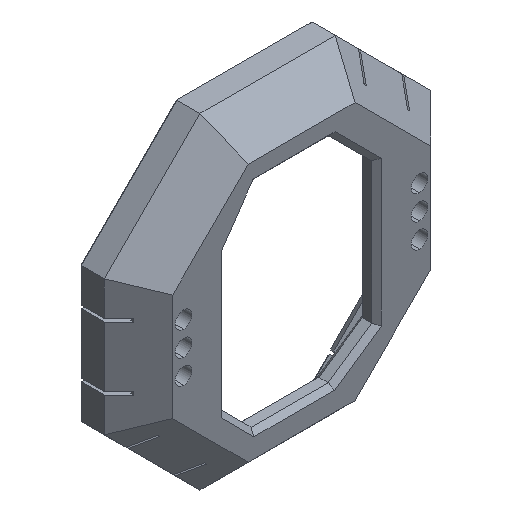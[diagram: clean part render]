
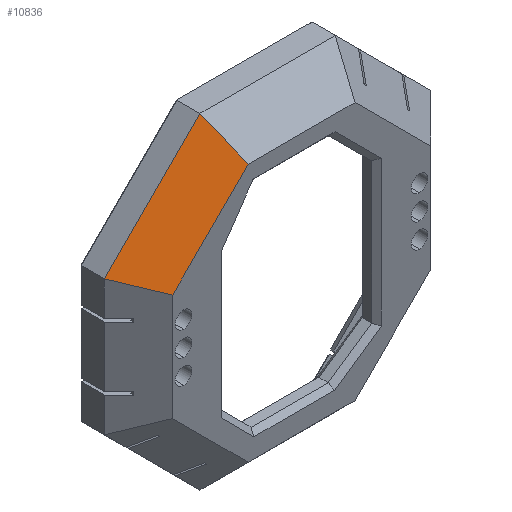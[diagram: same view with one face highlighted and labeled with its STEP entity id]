
A CAD part, isometric view. The second image highlights one B-rep face of the part: STEP entity #10836.
In plain terms, the highlighted planar face has unit normal (-0.5, -0.707, 0.5).
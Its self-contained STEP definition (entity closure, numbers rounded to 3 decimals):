
#266 = PLANE('',#267);
#267 = AXIS2_PLACEMENT_3D('',#268,#269,#270);
#268 = CARTESIAN_POINT('',(-33.53,-19.,-33.53));
#269 = DIRECTION('',(0.,-1.,0.));
#270 = DIRECTION('',(0.,0.,-1.));
#4196 = VERTEX_POINT('',#4197);
#4197 = CARTESIAN_POINT('',(-10.989,-19.,26.53));
#4211 = PLANE('',#4212);
#4212 = AXIS2_PLACEMENT_3D('',#4213,#4214,#4215);
#4213 = CARTESIAN_POINT('',(-33.53,-19.,26.53));
#4214 = DIRECTION('',(0.,0.707,-0.707));
#4215 = DIRECTION('',(0.,0.707,0.707));
#4223 = EDGE_CURVE('',#4196,#4224,#4226,.T.);
#4224 = VERTEX_POINT('',#4225);
#4225 = CARTESIAN_POINT('',(-26.53,-19.,10.989));
#4226 = SURFACE_CURVE('',#4227,(#4231,#4238),.PCURVE_S1.);
#4227 = LINE('',#4228,#4229);
#4228 = CARTESIAN_POINT('',(-52.29,-19.,-14.77));
#4229 = VECTOR('',#4230,1.);
#4230 = DIRECTION('',(-0.707,0.,-0.707));
#4231 = PCURVE('',#266,#4232);
#4232 = DEFINITIONAL_REPRESENTATION('',(#4233),#4237);
#4233 = LINE('',#4234,#4235);
#4234 = CARTESIAN_POINT('',(-18.76,-18.76));
#4235 = VECTOR('',#4236,1.);
#4236 = DIRECTION('',(0.707,-0.707));
#4237 = ( GEOMETRIC_REPRESENTATION_CONTEXT(2) 
PARAMETRIC_REPRESENTATION_CONTEXT() REPRESENTATION_CONTEXT('2D SPACE',''
  ) );
#4238 = PCURVE('',#4239,#4244);
#4239 = PLANE('',#4240);
#4240 = AXIS2_PLACEMENT_3D('',#4241,#4242,#4243);
#4241 = CARTESIAN_POINT('',(-52.29,-19.,-14.77));
#4242 = DIRECTION('',(0.5,0.707,-0.5));
#4243 = DIRECTION('',(0.,0.577,0.816)
  );
#4244 = DEFINITIONAL_REPRESENTATION('',(#4245),#4249);
#4245 = LINE('',#4246,#4247);
#4246 = CARTESIAN_POINT('',(0.,0.));
#4247 = VECTOR('',#4248,1.);
#4248 = DIRECTION('',(-0.577,-0.816));
#4249 = ( GEOMETRIC_REPRESENTATION_CONTEXT(2) 
PARAMETRIC_REPRESENTATION_CONTEXT() REPRESENTATION_CONTEXT('2D SPACE',''
  ) );
#4267 = PLANE('',#4268);
#4268 = AXIS2_PLACEMENT_3D('',#4269,#4270,#4271);
#4269 = CARTESIAN_POINT('',(-26.53,-19.,-33.53));
#4270 = DIRECTION('',(0.707,0.707,0.
    ));
#4271 = DIRECTION('',(-0.707,0.707,0.));
#5221 = VERTEX_POINT('',#5222);
#5222 = CARTESIAN_POINT('',(-33.53,-12.,13.889));
#5243 = PLANE('',#5244);
#5244 = AXIS2_PLACEMENT_3D('',#5245,#5246,#5247);
#5245 = CARTESIAN_POINT('',(-32.988,-17.,14.43));
#5246 = DIRECTION('',(-0.707,0.,0.707));
#5247 = DIRECTION('',(0.707,0.,0.707));
#9617 = VERTEX_POINT('',#9618);
#9618 = CARTESIAN_POINT('',(-13.889,-12.,33.53));
#9686 = EDGE_CURVE('',#5221,#9617,#9687,.T.);
#9687 = SURFACE_CURVE('',#9688,(#9692,#9699),.PCURVE_S1.);
#9688 = LINE('',#9689,#9690);
#9689 = CARTESIAN_POINT('',(-32.988,-12.,14.43));
#9690 = VECTOR('',#9691,1.);
#9691 = DIRECTION('',(0.707,0.,0.707));
#9692 = PCURVE('',#5243,#9693);
#9693 = DEFINITIONAL_REPRESENTATION('',(#9694),#9698);
#9694 = LINE('',#9695,#9696);
#9695 = CARTESIAN_POINT('',(0.,5.));
#9696 = VECTOR('',#9697,1.);
#9697 = DIRECTION('',(1.,0.));
#9698 = ( GEOMETRIC_REPRESENTATION_CONTEXT(2) 
PARAMETRIC_REPRESENTATION_CONTEXT() REPRESENTATION_CONTEXT('2D SPACE',''
  ) );
#9699 = PCURVE('',#4239,#9700);
#9700 = DEFINITIONAL_REPRESENTATION('',(#9701),#9705);
#9701 = LINE('',#9702,#9703);
#9702 = CARTESIAN_POINT('',(27.884,22.287));
#9703 = VECTOR('',#9704,1.);
#9704 = DIRECTION('',(0.577,0.816));
#9705 = ( GEOMETRIC_REPRESENTATION_CONTEXT(2) 
PARAMETRIC_REPRESENTATION_CONTEXT() REPRESENTATION_CONTEXT('2D SPACE',''
  ) );
#10742 = EDGE_CURVE('',#5221,#4224,#10743,.T.);
#10743 = SURFACE_CURVE('',#10744,(#10748,#10755),.PCURVE_S1.);
#10744 = LINE('',#10745,#10746);
#10745 = CARTESIAN_POINT('',(-18.038,-27.492,
    7.472));
#10746 = VECTOR('',#10747,1.);
#10747 = DIRECTION('',(0.679,-0.679,-0.281));
#10748 = PCURVE('',#4267,#10749);
#10749 = DEFINITIONAL_REPRESENTATION('',(#10750),#10754);
#10750 = LINE('',#10751,#10752);
#10751 = CARTESIAN_POINT('',(-12.009,41.002));
#10752 = VECTOR('',#10753,1.);
#10753 = DIRECTION('',(-0.96,-0.281));
#10754 = ( GEOMETRIC_REPRESENTATION_CONTEXT(2) 
PARAMETRIC_REPRESENTATION_CONTEXT() REPRESENTATION_CONTEXT('2D SPACE',''
  ) );
#10755 = PCURVE('',#4239,#10756);
#10756 = DEFINITIONAL_REPRESENTATION('',(#10757),#10761);
#10757 = LINE('',#10758,#10759);
#10758 = CARTESIAN_POINT('',(13.258,39.55));
#10759 = VECTOR('',#10760,1.);
#10760 = DIRECTION('',(-0.621,0.784));
#10761 = ( GEOMETRIC_REPRESENTATION_CONTEXT(2) 
PARAMETRIC_REPRESENTATION_CONTEXT() REPRESENTATION_CONTEXT('2D SPACE',''
  ) );
#10836 = ADVANCED_FACE('',(#10837),#4239,.F.);
#10837 = FACE_BOUND('',#10838,.T.);
#10838 = EDGE_LOOP('',(#10839,#10840,#10841,#10862));
#10839 = ORIENTED_EDGE('',*,*,#10742,.T.);
#10840 = ORIENTED_EDGE('',*,*,#4223,.F.);
#10841 = ORIENTED_EDGE('',*,*,#10842,.F.);
#10842 = EDGE_CURVE('',#9617,#4196,#10843,.T.);
#10843 = SURFACE_CURVE('',#10844,(#10848,#10855),.PCURVE_S1.);
#10844 = LINE('',#10845,#10846);
#10845 = CARTESIAN_POINT('',(-6.374,-30.141,
    15.389));
#10846 = VECTOR('',#10847,1.);
#10847 = DIRECTION('',(0.281,-0.679,-0.679));
#10848 = PCURVE('',#4239,#10849);
#10849 = DEFINITIONAL_REPRESENTATION('',(#10850),#10854);
#10850 = LINE('',#10851,#10852);
#10851 = CARTESIAN_POINT('',(18.193,53.018));
#10852 = VECTOR('',#10853,1.);
#10853 = DIRECTION('',(-0.946,0.325));
#10854 = ( GEOMETRIC_REPRESENTATION_CONTEXT(2) 
PARAMETRIC_REPRESENTATION_CONTEXT() REPRESENTATION_CONTEXT('2D SPACE',''
  ) );
#10855 = PCURVE('',#4211,#10856);
#10856 = DEFINITIONAL_REPRESENTATION('',(#10857),#10861);
#10857 = LINE('',#10858,#10859);
#10858 = CARTESIAN_POINT('',(-15.756,27.156));
#10859 = VECTOR('',#10860,1.);
#10860 = DIRECTION('',(-0.96,0.281));
#10861 = ( GEOMETRIC_REPRESENTATION_CONTEXT(2) 
PARAMETRIC_REPRESENTATION_CONTEXT() REPRESENTATION_CONTEXT('2D SPACE',''
  ) );
#10862 = ORIENTED_EDGE('',*,*,#9686,.F.);
